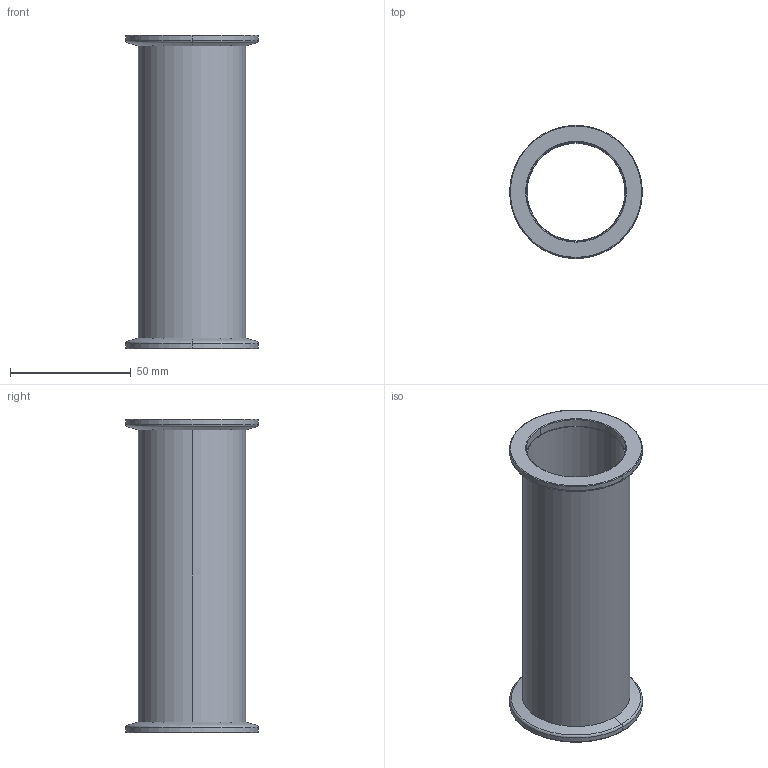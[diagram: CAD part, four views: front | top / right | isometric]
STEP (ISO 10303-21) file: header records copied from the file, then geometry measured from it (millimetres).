
FILE_DESCRIPTION (( 'STEP AP214' ), '1' );
FILE_NAME ('Hositrad_KS40-44.STEP', '2017-05-29T08:50:30', ( 'Gebruiker' ), ( '' ), 'SwSTEP 2.0', 'SolidWorks 2017', '' );
FILE_SCHEMA (( 'AUTOMOTIVE_DESIGN' ));
Length unit declared in the file: millimetre
Products named in the file (3): KF40-44.5WS; KF-Full&half-Nipple-Tube-All_KS40-44; Hositrad_KS40-44
Assembly tree (3 placements, depth 2):
  Hositrad_KS40-44
    KF-Full&half-Nipple-Tube-All_KS40-44
    KF40-44.5WS  x2
Bounding box: 55 x 55 x 130 mm (x, y, z)
Volume: 40355 mm3; surface area: 39628.3 mm2
Topology: 3 solids, 3 shells, 38 faces, 76 edges, 44 vertices
Faces by surface type: cylinder 16, torus 8, cone 8, plane 6
Entity records: 704 total; most frequent: DIRECTION 130, CARTESIAN_POINT 98, ORIENTED_EDGE 88, AXIS2_PLACEMENT_3D 58, EDGE_CURVE 44, CIRCLE 30, EDGE_LOOP 26, VERTEX_POINT 26
